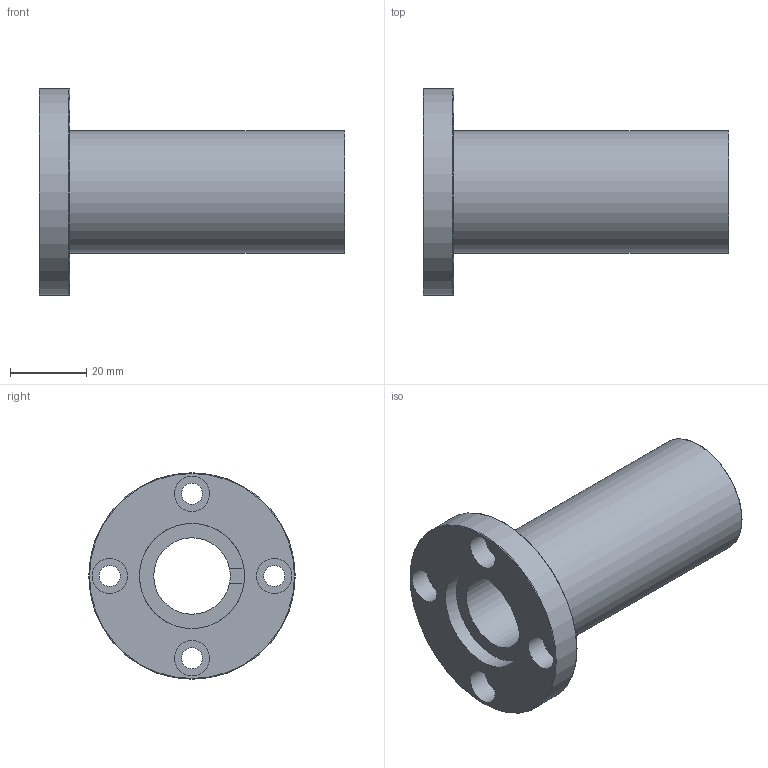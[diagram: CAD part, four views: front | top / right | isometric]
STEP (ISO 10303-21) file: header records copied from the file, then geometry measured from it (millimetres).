
FILE_DESCRIPTION( ( 'STEP AP203' ), '1' );
FILE_NAME( 'LMF 20L.stp', '2019-06-14T04:27:59', ( '' ), ( '' ), ' ', 'PARTsolutions', ' ' );
FILE_SCHEMA( ( 'CONFIG_CONTROL_DESIGN' ) );
Length unit declared in the file: millimetre
Products named in the file (1): _LMF 20L
Bounding box: 80 x 54 x 54 mm (x, y, z)
Volume: 47167.4 mm3; surface area: 18339.9 mm2
Topology: 1 solids, 1 shells, 31 faces, 68 edges, 44 vertices
Faces by surface type: plane 15, cylinder 13, torus 3
Full cylindrical faces by diameter (mm): 5.5 x4, 9.2 x4, 20 x1, 27.5 x2, 32 x1, 54 x1
Entity records: 820 total; most frequent: DIRECTION 146, CARTESIAN_POINT 122, ORIENTED_EDGE 98, AXIS2_PLACEMENT_3D 65, EDGE_LOOP 62, EDGE_CURVE 49, FACE_OUTER_BOUND 47, VERTEX_POINT 41
